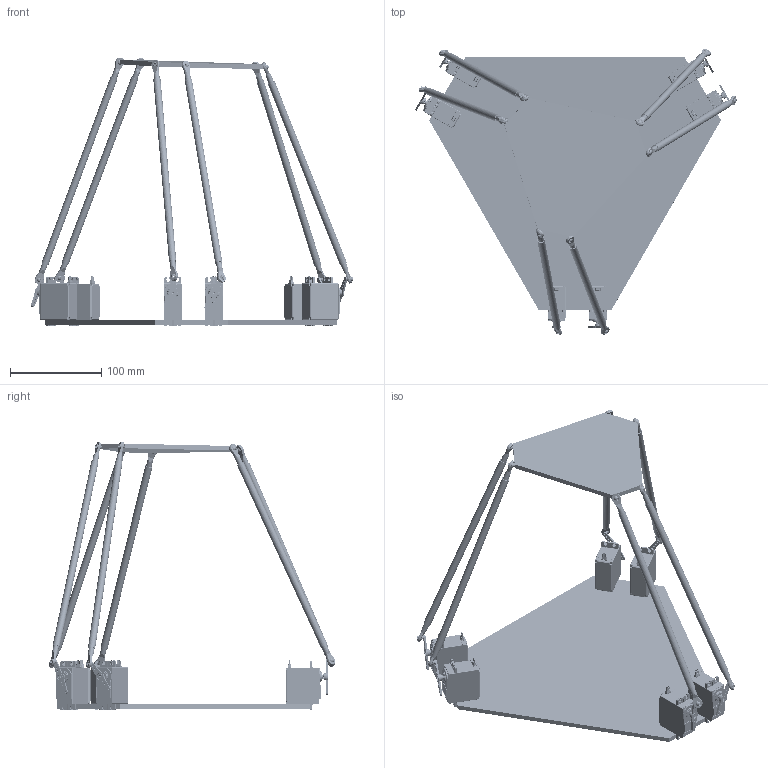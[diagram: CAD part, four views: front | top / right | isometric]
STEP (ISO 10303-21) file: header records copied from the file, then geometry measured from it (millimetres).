
FILE_DESCRIPTION (( 'STEP AP203' ), '1' );
FILE_NAME ('Assem3.STEP', '2022-06-28T14:11:45', ( '' ), ( '' ), 'SwSTEP 2.0', 'SolidWorks 2021', '' );
FILE_SCHEMA (( 'CONFIG_CONTROL_DESIGN' ));
Length unit declared in the file: millimetre
Products named in the file (26): M3_ball joint; Motor_assem; piece de liaison Longue MG996r_D‚faut; MG995; rod; Assem3; Rótula M3 parte 1_Predeterminado; top plate; bottom plate; Rótula M3 parte 2_Predeterminado
Assembly tree (62 placements, depth 4):
  Assem3
    bottom plate
    Motor_assem
      MG995
      piece de liaison Longue MG996r_D‚faut
      M3_ball joint
        Rótula M3 parte 2_Predeterminado
        Rótula M3 parte 1_Predeterminado
      rod
      M3_ball joint
        Rótula M3 parte 2_Predeterminado
        Rótula M3 parte 1_Predeterminado
    Motor_assem
      MG995
      piece de liaison Longue MG996r_D‚faut
      M3_ball joint
        Rótula M3 parte 2_Predeterminado
        Rótula M3 parte 1_Predeterminado
      rod
      M3_ball joint
        Rótula M3 parte 2_Predeterminado
        Rótula M3 parte 1_Predeterminado
    Motor_assem
      MG995
      piece de liaison Longue MG996r_D‚faut
      M3_ball joint
        Rótula M3 parte 2_Predeterminado
        Rótula M3 parte 1_Predeterminado
      rod
      M3_ball joint
        Rótula M3 parte 2_Predeterminado
        Rótula M3 parte 1_Predeterminado
    Motor_assem
      MG995
      piece de liaison Longue MG996r_D‚faut
      M3_ball joint
        Rótula M3 parte 2_Predeterminado
        Rótula M3 parte 1_Predeterminado
      rod
      M3_ball joint
        Rótula M3 parte 2_Predeterminado
        Rótula M3 parte 1_Predeterminado
    Motor_assem
      MG995
      piece de liaison Longue MG996r_D‚faut
      M3_ball joint
        Rótula M3 parte 2_Predeterminado
        Rótula M3 parte 1_Predeterminado
      rod
      M3_ball joint
        Rótula M3 parte 2_Predeterminado
        Rótula M3 parte 1_Predeterminado
    Motor_assem
      MG995
      piece de liaison Longue MG996r_D‚faut
      M3_ball joint
        Rótula M3 parte 2_Predeterminado
        Rótula M3 parte 1_Predeterminado
      rod
      M3_ball joint
Bounding box: 353.25 x 313.33 x 294.81 mm (x, y, z)
Volume: 640088.7 mm3; surface area: 254940.3 mm2
Topology: 44 solids, 44 shells, 5626 faces, 15492 edges, 10032 vertices
Faces by surface type: cylinder 2580, plane 2296, cone 240, bspline 210, torus 192, sphere 108
Entity records: 39855 total; most frequent: CARTESIAN_POINT 15142, ORIENTED_EDGE 4600, DIRECTION 4208, EDGE_CURVE 2300, VERTEX_POINT 1512, AXIS2_PLACEMENT_3D 1476, VECTOR 1256, LINE 1256
